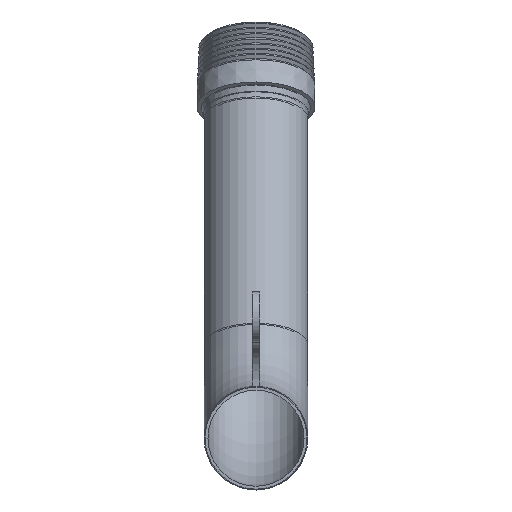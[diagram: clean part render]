
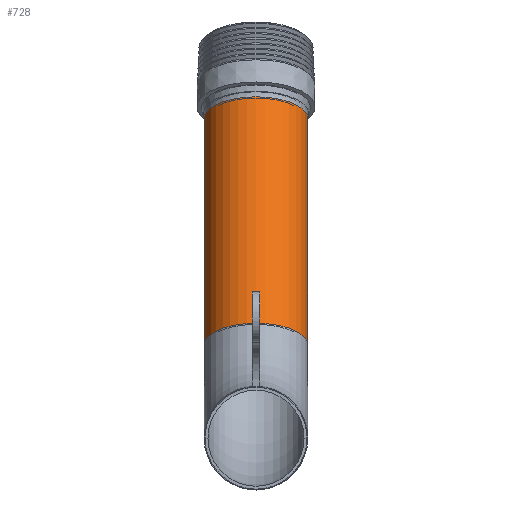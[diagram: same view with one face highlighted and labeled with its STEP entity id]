
A CAD part, left-side view. The second image highlights one B-rep face of the part: STEP entity #728.
In plain terms, the highlighted cylindrical face has radius 265 mm (diameter 530 mm), a full revolution.
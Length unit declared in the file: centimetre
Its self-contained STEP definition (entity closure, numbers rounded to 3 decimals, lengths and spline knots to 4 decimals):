
#41=CYLINDRICAL_SURFACE('',#794,26.5);
#55=LINE('',#1202,#100);
#100=VECTOR('',#938,26.5);
#169=FACE_OUTER_BOUND('',#218,.T.);
#218=EDGE_LOOP('',(#533,#534,#535,#536,#537));
#277=CIRCLE('',#795,26.5);
#278=CIRCLE('',#796,26.5);
#279=CIRCLE('',#797,26.5);
#338=VERTEX_POINT('',#1198);
#339=VERTEX_POINT('',#1199);
#340=VERTEX_POINT('',#1201);
#409=EDGE_CURVE('',#338,#339,#277,.T.);
#410=EDGE_CURVE('',#338,#340,#55,.T.);
#411=EDGE_CURVE('',#340,#340,#278,.T.);
#412=EDGE_CURVE('',#339,#338,#279,.T.);
#533=ORIENTED_EDGE('',*,*,#409,.F.);
#534=ORIENTED_EDGE('',*,*,#410,.T.);
#535=ORIENTED_EDGE('',*,*,#411,.F.);
#536=ORIENTED_EDGE('',*,*,#410,.F.);
#537=ORIENTED_EDGE('',*,*,#412,.F.);
#728=ADVANCED_FACE('',(#169),#41,.T.);
#794=AXIS2_PLACEMENT_3D('',#1197,#934,#935);
#795=AXIS2_PLACEMENT_3D('',#1200,#936,#937);
#796=AXIS2_PLACEMENT_3D('',#1203,#939,#940);
#797=AXIS2_PLACEMENT_3D('',#1204,#941,#942);
#934=DIRECTION('center_axis',(0.423,0.,0.906));
#935=DIRECTION('ref_axis',(0.906,0.,-0.423));
#936=DIRECTION('center_axis',(0.423,0.,0.906));
#937=DIRECTION('ref_axis',(0.906,0.,-0.423));
#938=DIRECTION('',(-0.423,0.,-0.906));
#939=DIRECTION('center_axis',(-0.423,0.,-0.906));
#940=DIRECTION('ref_axis',(0.906,0.,-0.423));
#941=DIRECTION('center_axis',(0.423,0.,0.906));
#942=DIRECTION('ref_axis',(0.906,0.,-0.423));
#1197=CARTESIAN_POINT('Origin',(571.1276,122.189,12.3238));
#1198=CARTESIAN_POINT('',(574.106,122.189,81.4154));
#1199=CARTESIAN_POINT('',(598.1232,148.689,70.216));
#1200=CARTESIAN_POINT('Origin',(598.1232,122.189,70.216));
#1201=CARTESIAN_POINT('',(520.1149,122.189,-34.3689));
#1202=CARTESIAN_POINT('',(547.1104,122.189,23.5232));
#1203=CARTESIAN_POINT('Origin',(544.132,122.189,-45.5683));
#1204=CARTESIAN_POINT('Origin',(598.1232,122.189,70.216));
